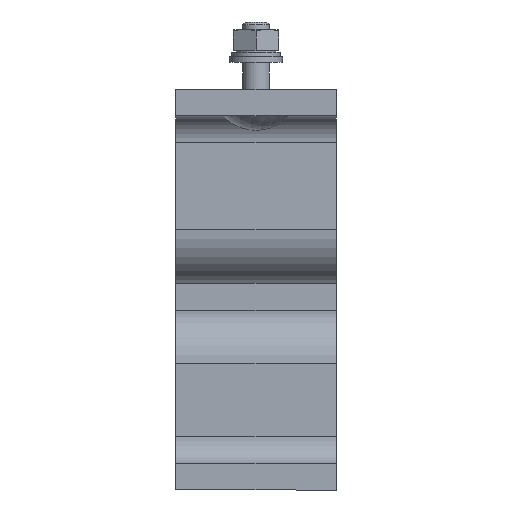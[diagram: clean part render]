
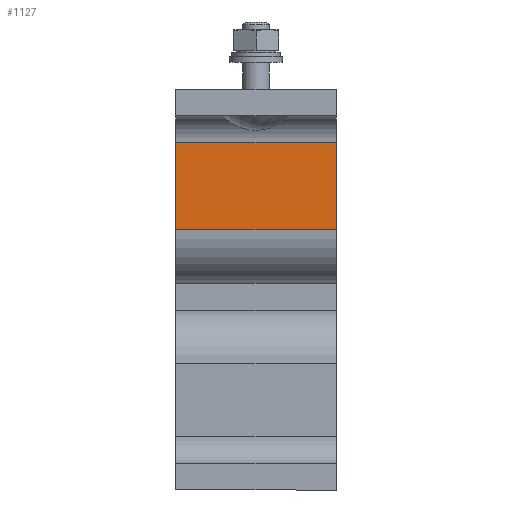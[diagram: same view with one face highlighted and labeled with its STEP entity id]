
A CAD part, front view. The second image highlights one B-rep face of the part: STEP entity #1127.
In plain terms, the highlighted planar face has unit normal (0, -1, 0).
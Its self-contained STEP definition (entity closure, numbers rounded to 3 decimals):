
#1127=ADVANCED_FACE('',(#2060),#2061,.T.);
#2060=FACE_OUTER_BOUND('',#2917,.T.);
#2061=PLANE('',#2918);
#2917=EDGE_LOOP('',(#5041,#5042,#5043,#5044));
#2918=AXIS2_PLACEMENT_3D('',#5045,#5046,#5047);
#5041=ORIENTED_EDGE('',*,*,#5965,.F.);
#5042=ORIENTED_EDGE('',*,*,#6004,.F.);
#5043=ORIENTED_EDGE('',*,*,#5974,.T.);
#5044=ORIENTED_EDGE('',*,*,#6002,.T.);
#5045=CARTESIAN_POINT('',(60.,88.5,87.));
#5046=DIRECTION('',(0.,-1.0,0.));
#5047=DIRECTION('',(1.0,0.,0.));
#5965=EDGE_CURVE('',#7133,#7143,#7144,.T.);
#5974=EDGE_CURVE('',#7122,#7148,#7157,.T.);
#6002=EDGE_CURVE('',#7148,#7143,#7199,.T.);
#6004=EDGE_CURVE('',#7122,#7133,#7201,.T.);
#7122=VERTEX_POINT('',#9040);
#7133=VERTEX_POINT('',#9055);
#7143=VERTEX_POINT('',#9068);
#7144=LINE('',#9069,#9070);
#7148=VERTEX_POINT('',#9075);
#7157=LINE('',#9087,#9088);
#7199=LINE('',#9149,#9150);
#7201=LINE('',#9152,#9153);
#9040=CARTESIAN_POINT('',(60.,88.5,97.));
#9055=CARTESIAN_POINT('',(0.,88.5,97.));
#9068=CARTESIAN_POINT('',(0.,88.5,129.5));
#9069=CARTESIAN_POINT('',(0.,88.5,87.));
#9070=VECTOR('',#10046,1000.0);
#9075=CARTESIAN_POINT('',(60.,88.5,129.5));
#9087=CARTESIAN_POINT('',(60.,88.5,87.));
#9088=VECTOR('',#10057,1000.0);
#9149=CARTESIAN_POINT('',(60.,88.5,129.5));
#9150=VECTOR('',#10083,1000.0);
#9152=CARTESIAN_POINT('',(60.,88.5,97.));
#9153=VECTOR('',#10084,1000.0);
#10046=DIRECTION('',(0.,0.,1.0));
#10057=DIRECTION('',(0.,0.,1.0));
#10083=DIRECTION('',(-1.0,0.,0.));
#10084=DIRECTION('',(-1.0,0.,0.));
